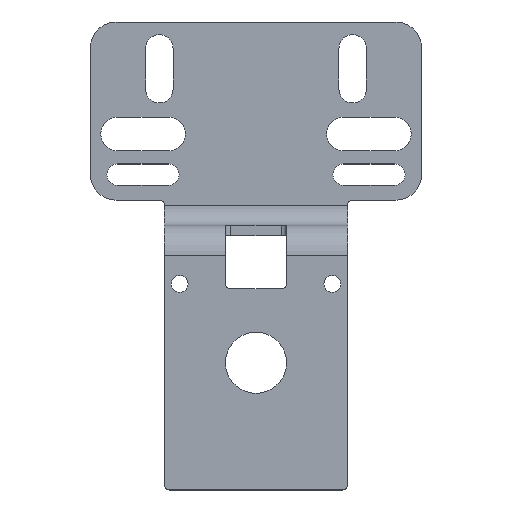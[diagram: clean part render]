
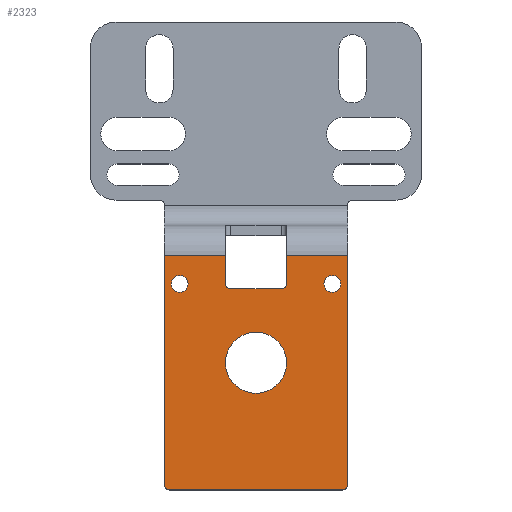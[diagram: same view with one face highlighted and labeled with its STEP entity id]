
A CAD part, top view. The second image highlights one B-rep face of the part: STEP entity #2323.
In plain terms, the highlighted planar face has unit normal (0, 0, 1).
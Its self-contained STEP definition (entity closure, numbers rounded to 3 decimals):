
#141=CARTESIAN_POINT('',(6.,15.5,2.0));
#142=VERTEX_POINT('',#141);
#149=CARTESIAN_POINT('',(6.,21.0,2.0));
#150=VERTEX_POINT('',#149);
#151=CARTESIAN_POINT('',(6.,21.0,2.0));
#152=DIRECTION('',(0.0,-1.0,0.0));
#153=VECTOR('',#152,5.5);
#154=LINE('',#151,#153);
#155=EDGE_CURVE('',#150,#142,#154,.T.);
#180=CARTESIAN_POINT('',(5.0,14.5,2.0));
#181=VERTEX_POINT('',#180);
#182=CARTESIAN_POINT('',(5.0,15.5,2.0));
#183=DIRECTION('',(0.0,0.0,1.));
#184=DIRECTION('',(0.707,-0.707,0.0));
#185=AXIS2_PLACEMENT_3D('',#182,#183,#184);
#186=CIRCLE('',#185,1.);
#187=EDGE_CURVE('',#181,#142,#186,.T.);
#213=CARTESIAN_POINT('',(-6.,15.5,2.0));
#214=VERTEX_POINT('',#213);
#215=CARTESIAN_POINT('',(-5.0,14.5,2.0));
#216=VERTEX_POINT('',#215);
#217=CARTESIAN_POINT('',(-5.0,15.5,2.0));
#218=DIRECTION('',(0.0,0.0,1.));
#219=DIRECTION('',(-0.707,-0.707,0.0));
#220=AXIS2_PLACEMENT_3D('',#217,#218,#219);
#221=CIRCLE('',#220,1.);
#222=EDGE_CURVE('',#214,#216,#221,.T.);
#263=CARTESIAN_POINT('',(5.0,14.5,2.0));
#264=DIRECTION('',(-1.0,0.0,0.0));
#265=VECTOR('',#264,10.0);
#266=LINE('',#263,#265);
#267=EDGE_CURVE('',#181,#216,#266,.T.);
#352=CARTESIAN_POINT('',(-6.,21.0,2.0));
#353=VERTEX_POINT('',#352);
#361=CARTESIAN_POINT('',(-6.,15.5,2.0));
#362=DIRECTION('',(0.0,1.0,0.0));
#363=VECTOR('',#362,5.5);
#364=LINE('',#361,#363);
#365=EDGE_CURVE('',#214,#353,#364,.T.);
#525=CARTESIAN_POINT('',(18.0,21.0,2.0));
#526=VERTEX_POINT('',#525);
#527=CARTESIAN_POINT('',(6.,21.0,2.0));
#528=DIRECTION('',(1.0,0.0,0.0));
#529=VECTOR('',#528,12.0);
#530=LINE('',#527,#529);
#531=EDGE_CURVE('',#150,#526,#530,.T.);
#549=CARTESIAN_POINT('',(-17.0,-25.,2.0));
#550=VERTEX_POINT('',#549);
#551=CARTESIAN_POINT('',(-18.0,-24.,2.));
#552=VERTEX_POINT('',#551);
#553=CARTESIAN_POINT('',(-17.0,-24.,2.0));
#554=DIRECTION('',(0.0,0.0,-1.0));
#555=DIRECTION('',(-0.707,-0.707,0.0));
#556=AXIS2_PLACEMENT_3D('',#553,#554,#555);
#557=CIRCLE('',#556,1.);
#558=EDGE_CURVE('',#550,#552,#557,.T.);
#600=CARTESIAN_POINT('',(17.0,-25.,2.0));
#601=VERTEX_POINT('',#600);
#608=CARTESIAN_POINT('',(17.0,-25.,2.0));
#609=DIRECTION('',(-1.0,0.0,0.0));
#610=VECTOR('',#609,34.0);
#611=LINE('',#608,#610);
#612=EDGE_CURVE('',#601,#550,#611,.T.);
#846=CARTESIAN_POINT('',(18.0,-24.,2.0));
#847=VERTEX_POINT('',#846);
#848=CARTESIAN_POINT('',(17.0,-24.,2.0));
#849=DIRECTION('',(0.0,0.0,-1.0));
#850=DIRECTION('',(0.707,-0.707,0.0));
#851=AXIS2_PLACEMENT_3D('',#848,#849,#850);
#852=CIRCLE('',#851,1.);
#853=EDGE_CURVE('',#847,#601,#852,.T.);
#881=CARTESIAN_POINT('',(18.0,21.,2.0));
#882=DIRECTION('',(0.0,-1.0,0.0));
#883=VECTOR('',#882,45.0);
#884=LINE('',#881,#883);
#885=EDGE_CURVE('',#526,#847,#884,.T.);
#914=CARTESIAN_POINT('',(-18.0,21.0,2.));
#915=VERTEX_POINT('',#914);
#923=CARTESIAN_POINT('',(-18.0,21.0,2.0));
#924=DIRECTION('',(1.0,0.0,0.0));
#925=VECTOR('',#924,12.0);
#926=LINE('',#923,#925);
#927=EDGE_CURVE('',#915,#353,#926,.T.);
#938=CARTESIAN_POINT('',(-18.0,21.0,2.));
#939=DIRECTION('',(0.0,-1.0,0.0));
#940=VECTOR('',#939,45.0);
#941=LINE('',#938,#940);
#942=EDGE_CURVE('',#915,#552,#941,.T.);
#2240=CARTESIAN_POINT('',(6.,0.,2.0));
#2241=VERTEX_POINT('',#2240);
#2242=CARTESIAN_POINT('',(0.0,0.0,2.0));
#2243=DIRECTION('',(0.0,0.0,-1.0));
#2244=DIRECTION('',(-1.0,0.0,0.0));
#2245=AXIS2_PLACEMENT_3D('',#2242,#2243,#2244);
#2246=CIRCLE('',#2245,6.);
#2247=EDGE_CURVE('',#2241,#2241,#2246,.T.);
#2260=CARTESIAN_POINT('',(16.65,15.5,2.0));
#2261=VERTEX_POINT('',#2260);
#2262=CARTESIAN_POINT('',(15.0,15.5,2.0));
#2263=DIRECTION('',(0.0,0.0,-1.0));
#2264=DIRECTION('',(-1.0,0.0,0.0));
#2265=AXIS2_PLACEMENT_3D('',#2262,#2263,#2264);
#2266=CIRCLE('',#2265,1.65);
#2267=EDGE_CURVE('',#2261,#2261,#2266,.T.);
#2280=CARTESIAN_POINT('',(-13.35,15.5,2.0));
#2281=VERTEX_POINT('',#2280);
#2282=CARTESIAN_POINT('',(-15.0,15.5,2.0));
#2283=DIRECTION('',(0.0,0.0,-1.0));
#2284=DIRECTION('',(-1.0,0.0,0.0));
#2285=AXIS2_PLACEMENT_3D('',#2282,#2283,#2284);
#2286=CIRCLE('',#2285,1.65);
#2287=EDGE_CURVE('',#2281,#2281,#2286,.T.);
#2295=CARTESIAN_POINT('',(0.,0.0,2.0));
#2296=DIRECTION('',(0.0,0.0,1.0));
#2297=DIRECTION('',(1.0,0.0,0.0));
#2298=AXIS2_PLACEMENT_3D('',#2295,#2296,#2297);
#2299=PLANE('',#2298);
#2300=ORIENTED_EDGE('',*,*,#365,.T.);
#2301=ORIENTED_EDGE('',*,*,#927,.F.);
#2302=ORIENTED_EDGE('',*,*,#942,.T.);
#2303=ORIENTED_EDGE('',*,*,#558,.F.);
#2304=ORIENTED_EDGE('',*,*,#612,.F.);
#2305=ORIENTED_EDGE('',*,*,#853,.F.);
#2306=ORIENTED_EDGE('',*,*,#885,.F.);
#2307=ORIENTED_EDGE('',*,*,#531,.F.);
#2308=ORIENTED_EDGE('',*,*,#155,.T.);
#2309=ORIENTED_EDGE('',*,*,#187,.F.);
#2310=ORIENTED_EDGE('',*,*,#267,.T.);
#2311=ORIENTED_EDGE('',*,*,#222,.F.);
#2312=EDGE_LOOP('',(#2300,#2301,#2302,#2303,#2304,#2305,#2306,#2307,#2308,#2309,#2310,#2311));
#2313=FACE_OUTER_BOUND('',#2312,.T.);
#2314=ORIENTED_EDGE('',*,*,#2247,.T.);
#2315=EDGE_LOOP('',(#2314));
#2316=FACE_BOUND('',#2315,.T.);
#2317=ORIENTED_EDGE('',*,*,#2267,.T.);
#2318=EDGE_LOOP('',(#2317));
#2319=FACE_BOUND('',#2318,.T.);
#2320=ORIENTED_EDGE('',*,*,#2287,.T.);
#2321=EDGE_LOOP('',(#2320));
#2322=FACE_BOUND('',#2321,.T.);
#2323=ADVANCED_FACE('',(#2313,#2316,#2319,#2322),#2299,.T.);
